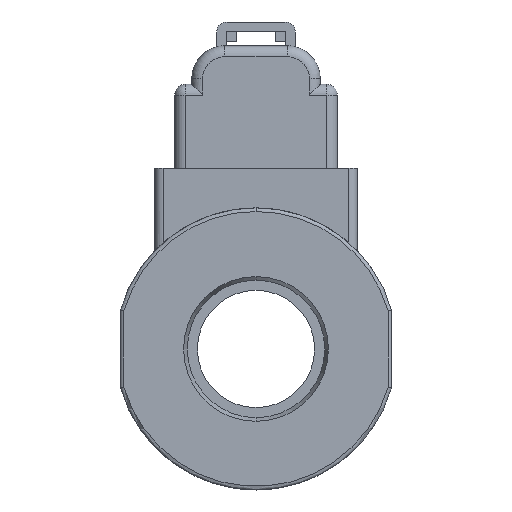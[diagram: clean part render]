
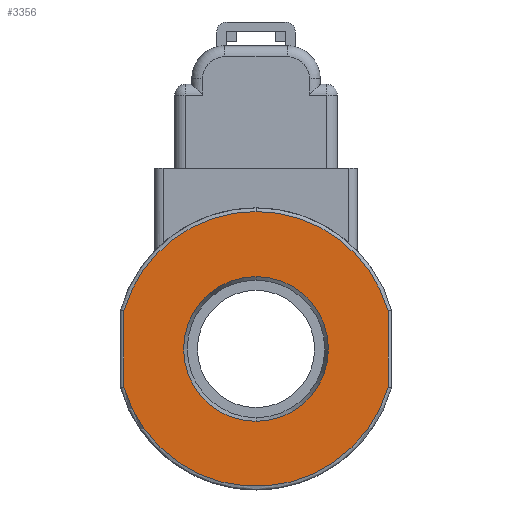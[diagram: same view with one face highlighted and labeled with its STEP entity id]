
A CAD part, front view. The second image highlights one B-rep face of the part: STEP entity #3356.
In plain terms, the highlighted planar face has unit normal (0, -1, 0).
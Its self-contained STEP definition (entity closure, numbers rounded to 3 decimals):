
#224 = DIRECTION ( 'NONE',  ( 0., 0., 1. ) ) ;
#227 = EDGE_CURVE ( 'NONE', #1589, #4034, #3950, .T. ) ;
#255 = CIRCLE ( 'NONE', #4066, 19. ) ;
#269 = DIRECTION ( 'NONE',  ( 0., -1., 0. ) ) ;
#291 = EDGE_CURVE ( 'NONE', #2273, #1520, #997, .T. ) ;
#332 = ORIENTED_EDGE ( 'NONE', *, *, #227, .T. ) ;
#346 = CARTESIAN_POINT ( 'NONE',  ( -18.25, 0., 0. ) ) ;
#361 = DIRECTION ( 'NONE',  ( 0., 0., 1. ) ) ;
#559 = VECTOR ( 'NONE', #1577, 1000. ) ;
#700 = FACE_OUTER_BOUND ( 'NONE', #2475, .T. ) ;
#746 = DIRECTION ( 'NONE',  ( 0., 0., 1. ) ) ;
#747 = FACE_BOUND ( 'NONE', #3757, .T. ) ;
#824 = DIRECTION ( 'NONE',  ( 0., -1., 0. ) ) ;
#878 = EDGE_CURVE ( 'NONE', #1398, #3799, #2750, .T. ) ;
#879 = CIRCLE ( 'NONE', #3709, 10.01 ) ;
#909 = VERTEX_POINT ( 'NONE', #2275 ) ;
#936 = AXIS2_PLACEMENT_3D ( 'NONE', #1163, #824, #2411 ) ;
#997 = LINE ( 'NONE', #346, #559 ) ;
#1062 = CARTESIAN_POINT ( 'NONE',  ( 0., 0., 0. ) ) ;
#1149 = EDGE_CURVE ( 'NONE', #3799, #1398, #879, .T. ) ;
#1163 = CARTESIAN_POINT ( 'NONE',  ( 0., 0., 0. ) ) ;
#1232 = DIRECTION ( 'NONE',  ( 0., 0., 1. ) ) ;
#1264 = AXIS2_PLACEMENT_3D ( 'NONE', #2634, #3569, #2268 ) ;
#1398 = VERTEX_POINT ( 'NONE', #2675 ) ;
#1496 = ORIENTED_EDGE ( 'NONE', *, *, #2218, .T. ) ;
#1520 = VERTEX_POINT ( 'NONE', #2095 ) ;
#1566 = EDGE_CURVE ( 'NONE', #4034, #909, #2058, .T. ) ;
#1577 = DIRECTION ( 'NONE',  ( 0., 0., -1. ) ) ;
#1589 = VERTEX_POINT ( 'NONE', #2754 ) ;
#1600 = CARTESIAN_POINT ( 'NONE',  ( -18.25, 0., 5.286 ) ) ;
#1612 = DIRECTION ( 'NONE',  ( 0., 0., 1. ) ) ;
#1762 = ORIENTED_EDGE ( 'NONE', *, *, #1149, .F. ) ;
#1788 = CARTESIAN_POINT ( 'NONE',  ( 0., 0., -10.01 ) ) ;
#1831 = CARTESIAN_POINT ( 'NONE',  ( 0., 0., 0. ) ) ;
#1839 = CARTESIAN_POINT ( 'NONE',  ( 0., 0., 0. ) ) ;
#1899 = CARTESIAN_POINT ( 'NONE',  ( 18.25, 0., 0. ) ) ;
#1953 = CARTESIAN_POINT ( 'NONE',  ( 0., 0., 0. ) ) ;
#2053 = ORIENTED_EDGE ( 'NONE', *, *, #291, .T. ) ;
#2058 = CIRCLE ( 'NONE', #936, 19. ) ;
#2091 = ORIENTED_EDGE ( 'NONE', *, *, #3151, .T. ) ;
#2095 = CARTESIAN_POINT ( 'NONE',  ( -18.25, 0., -5.286 ) ) ;
#2160 = DIRECTION ( 'NONE',  ( 0., -1., 0. ) ) ;
#2218 = EDGE_CURVE ( 'NONE', #909, #2273, #3309, .T. ) ;
#2224 = VECTOR ( 'NONE', #1612, 1000. ) ;
#2268 = DIRECTION ( 'NONE',  ( 0., 0., 1. ) ) ;
#2273 = VERTEX_POINT ( 'NONE', #1600 ) ;
#2275 = CARTESIAN_POINT ( 'NONE',  ( 0., 0., 19. ) ) ;
#2331 = CARTESIAN_POINT ( 'NONE',  ( 18.25, 0., 5.286 ) ) ;
#2411 = DIRECTION ( 'NONE',  ( 0., 0., 1. ) ) ;
#2475 = EDGE_LOOP ( 'NONE', ( #4048, #1496, #2053, #2091, #332 ) ) ;
#2634 = CARTESIAN_POINT ( 'NONE',  ( 0., 0., 0. ) ) ;
#2669 = PLANE ( 'NONE',  #3437 ) ;
#2675 = CARTESIAN_POINT ( 'NONE',  ( 0., 0., 10.01 ) ) ;
#2750 = CIRCLE ( 'NONE', #3350, 10.01 ) ;
#2754 = CARTESIAN_POINT ( 'NONE',  ( 18.25, 0., -5.286 ) ) ;
#2939 = DIRECTION ( 'NONE',  ( 0., 1., 0. ) ) ;
#3151 = EDGE_CURVE ( 'NONE', #1520, #1589, #255, .T. ) ;
#3309 = CIRCLE ( 'NONE', #1264, 19. ) ;
#3350 = AXIS2_PLACEMENT_3D ( 'NONE', #1953, #3530, #361 ) ;
#3356 = ADVANCED_FACE ( 'NONE', ( #700, #747 ), #2669, .F. ) ;
#3380 = ORIENTED_EDGE ( 'NONE', *, *, #878, .F. ) ;
#3437 = AXIS2_PLACEMENT_3D ( 'NONE', #1062, #2939, #746 ) ;
#3530 = DIRECTION ( 'NONE',  ( 0., -1., 0. ) ) ;
#3569 = DIRECTION ( 'NONE',  ( 0., -1., 0. ) ) ;
#3709 = AXIS2_PLACEMENT_3D ( 'NONE', #1831, #269, #224 ) ;
#3757 = EDGE_LOOP ( 'NONE', ( #1762, #3380 ) ) ;
#3799 = VERTEX_POINT ( 'NONE', #1788 ) ;
#3950 = LINE ( 'NONE', #1899, #2224 ) ;
#4034 = VERTEX_POINT ( 'NONE', #2331 ) ;
#4048 = ORIENTED_EDGE ( 'NONE', *, *, #1566, .T. ) ;
#4066 = AXIS2_PLACEMENT_3D ( 'NONE', #1839, #2160, #1232 ) ;
